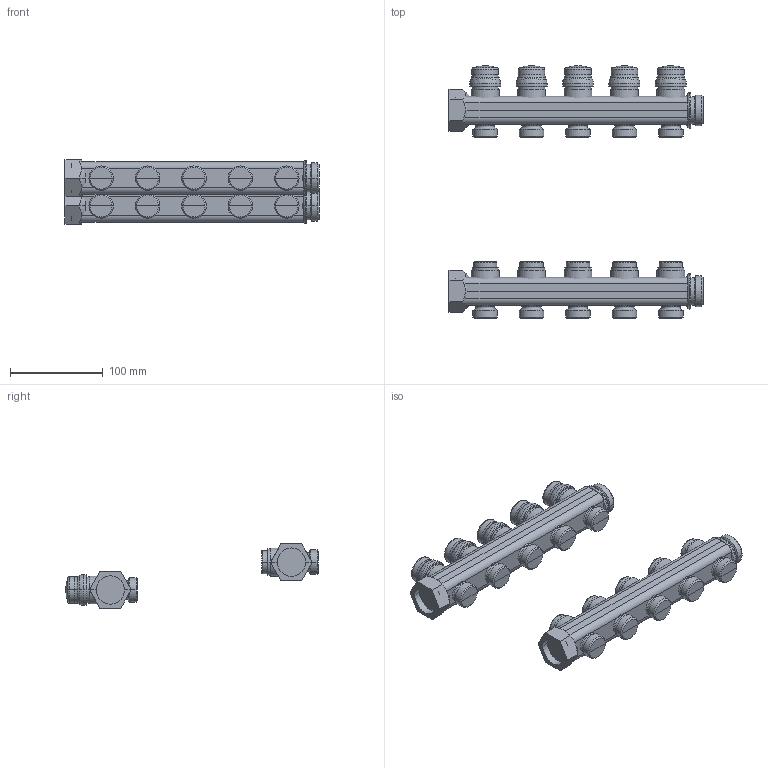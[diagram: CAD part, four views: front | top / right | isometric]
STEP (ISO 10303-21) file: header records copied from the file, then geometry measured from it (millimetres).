
FILE_DESCRIPTION(/* description */ (''),/* implementation_level */ '2;1');
FILE_NAME(/* name */ '662655 (STP).stp',/* time_stamp */ '2018-03-28T11:47:15+02:00',/* author */ ('ufftec'),/* organization */ (''),/* preprocessor_version */ 'ST-DEVELOPER v16.5',/* originating_system */ 'Autodesk Inventor 2017',/* authorisation */ '');
FILE_SCHEMA (('AUTOMOTIVE_DESIGN { 1 0 10303 214 3 1 1 }'));
Length unit declared in the file: millimetre
Products named in the file (25): 662655; 662655_1; 662655_1_1; 662655_2; 662655_3; 662655_4; 662655_5; 662655_6; 662655_7; 662655_8; 662655_9; 662655_10; 662655_11; 662655_12; 662655_13; 662655_14; 662655_15; 662655_16; 662655_17; 662655_18; 662655_19; 662655_20; 662655_21; 662655_22; 662655_23
Assembly tree (24 placements, depth 2):
  662655
    662655_1
    662655_1_1
    662655_2
    662655_3
    662655_4
    662655_5
    662655_6
    662655_7
    662655_8
    662655_9
    662655_10
    662655_11
    662655_12
    662655_13
    662655_14
    662655_15
    662655_16
    662655_17
    662655_18
    662655_19
    662655_20
    662655_21
    662655_22
    662655_23
Bounding box: 273.7 x 272.11 x 69 mm (x, y, z)
Volume: 955092.4 mm3; surface area: 167175.4 mm2
Topology: 26 solids, 26 shells, 464 faces, 926 edges, 514 vertices
Faces by surface type: plane 160, cylinder 134, cone 86, torus 64, sphere 10, bspline 10
Entity records: 12728 total; most frequent: CARTESIAN_POINT 2897, DIRECTION 2101, ORIENTED_EDGE 1852, EDGE_CURVE 926, AXIS2_PLACEMENT_3D 866, VERTEX_POINT 514, FACE_OUTER_BOUND 464, EDGE_LOOP 464
